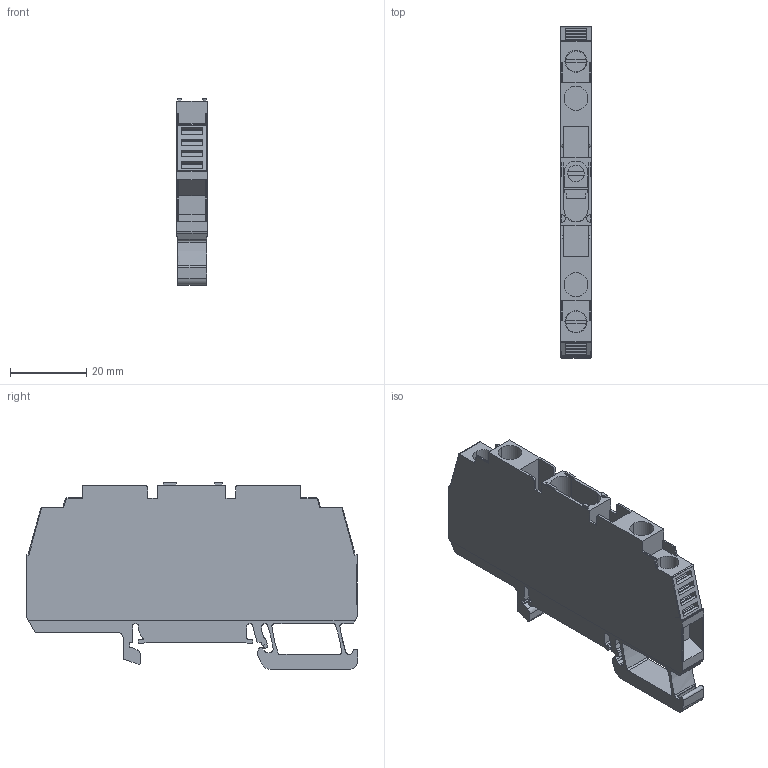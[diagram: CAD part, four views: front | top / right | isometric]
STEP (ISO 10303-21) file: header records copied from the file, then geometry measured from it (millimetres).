
FILE_DESCRIPTION(('CATIA V5 STEP Exchange','CAx-IF Rec.Pracs.--- Model Styling and Organization---1.4--- 2014-01-23'),'2;1');
FILE_NAME ('003539-2_1', '2019-10-02T08:26:09+00:00', ('none'), ('Weidmueller'), 'CATIA Version 5-6 Release 2016 SP3 HF44', 'CATIA V5 STEP AP214', 'none');
FILE_SCHEMA(('AUTOMOTIVE_DESIGN { 1 0 10303 214 1 1 1 1 }'));
Length unit declared in the file: millimetre
Products named in the file (1): 1018800000_WTL_6-3
Bounding box: 7.89 x 87.18 x 49 mm (x, y, z)
Volume: 21637.4 mm3; surface area: 13575 mm2
Topology: 5 solids, 7 shells, 439 faces, 1190 edges, 790 vertices
Faces by surface type: plane 327, cylinder 100, cone 6, extrusion 4, bspline 2
Entity records: 13421 total; most frequent: CARTESIAN_POINT 2567, ORIENTED_EDGE 2380, DIRECTION 1921, EDGE_CURVE 1190, VECTOR 956, LINE 952, VERTEX_POINT 790, AXIS2_PLACEMENT_3D 589
